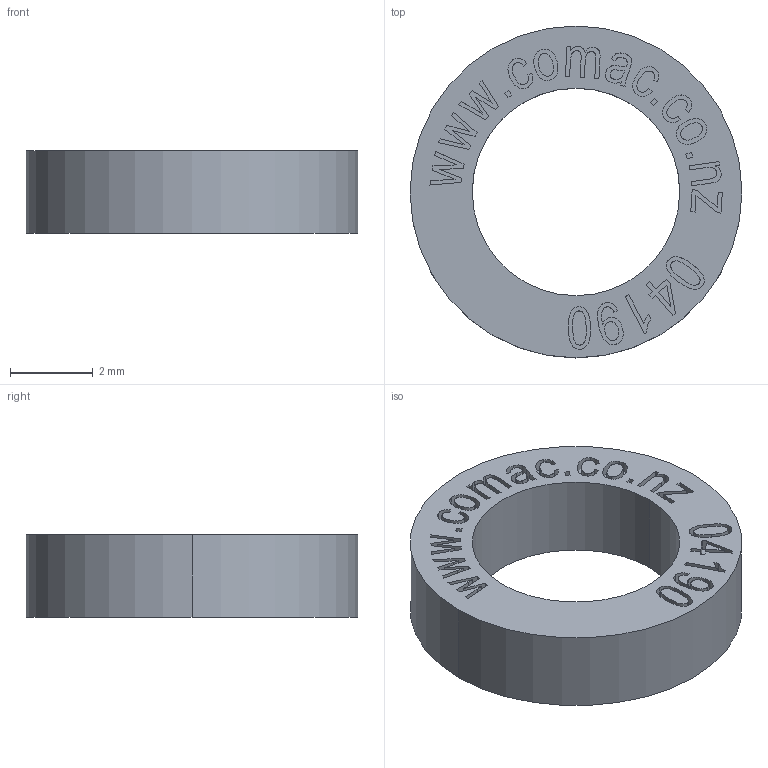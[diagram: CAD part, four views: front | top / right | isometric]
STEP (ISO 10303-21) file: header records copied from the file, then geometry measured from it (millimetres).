
FILE_DESCRIPTION (( 'STEP AP214' ), '1' );
FILE_NAME ('04190-Washer For Weld On Hinge Brass Black 5mm.STEP', '2018-10-08T02:26:41', ( '' ), ( '' ), 'SwSTEP 2.0', 'SolidWorks 2018', '' );
FILE_SCHEMA (( 'AUTOMOTIVE_DESIGN' ));
Length unit declared in the file: millimetre
Products named in the file (1): 04190-Washer For Weld On Hinge Brass Black 5mm
Bounding box: 8 x 8 x 2 mm (x, y, z)
Volume: 60.4 mm3; surface area: 161.1 mm2
Topology: 1 solids, 1 shells, 262 faces, 699 edges, 466 vertices
Faces by surface type: plane 157, bspline 101, cylinder 4
Entity records: 13823 total; most frequent: CARTESIAN_POINT 7929, ORIENTED_EDGE 1398, DIRECTION 829, EDGE_CURVE 699, LINE 489, VECTOR 489, VERTEX_POINT 466, EDGE_LOOP 291
